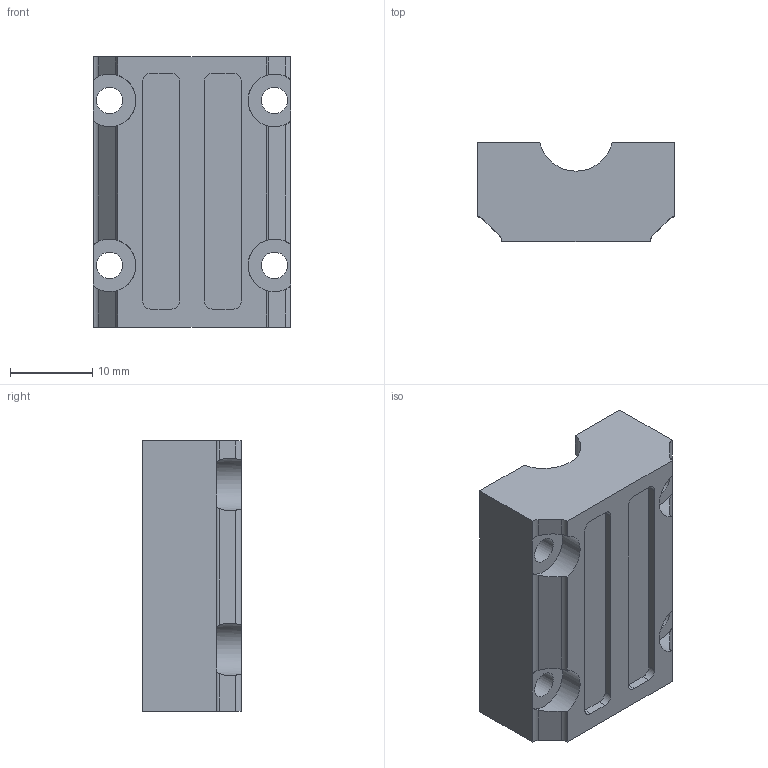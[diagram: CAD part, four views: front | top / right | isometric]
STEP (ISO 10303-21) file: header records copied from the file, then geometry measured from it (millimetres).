
FILE_DESCRIPTION(('FreeCAD Model'),'2;1');
FILE_NAME('X-Z-Lock-Roulement_B.step','2015-10-10T13:41:17',('Author'),(''), 'Open CASCADE STEP processor 6.8','FreeCAD','Unknown');
FILE_SCHEMA(('AUTOMOTIVE_DESIGN_CC2 { 1 2 10303 214 -1 1 5 4 }'));
Length unit declared in the file: millimetre
Products named in the file (1): Cut001
Bounding box: 24 x 12 x 32.8 mm (x, y, z)
Volume: 6347.3 mm3; surface area: 3572.6 mm2
Topology: 1 solids, 1 shells, 60 faces, 164 edges, 108 vertices
Faces by surface type: cylinder 31, plane 29
Full cylindrical faces by diameter (mm): 3.2 x4
Entity records: 5544 total; most frequent: CARTESIAN_POINT 2343, DIRECTION 569, ORIENTED_EDGE 328, PCURVE 328, DEFINITIONAL_REPRESENTATION 328, LINE 288, VECTOR 288, EDGE_CURVE 164
